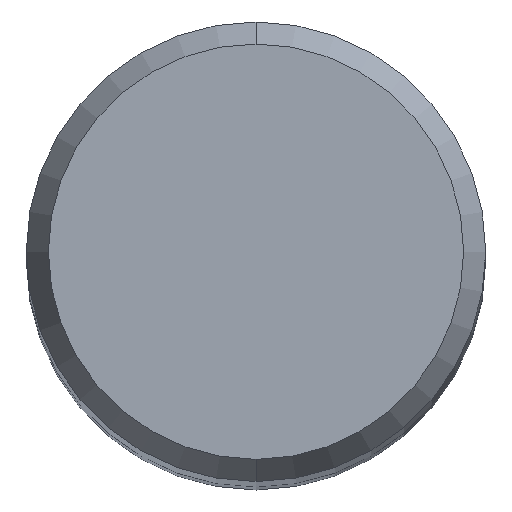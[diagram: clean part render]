
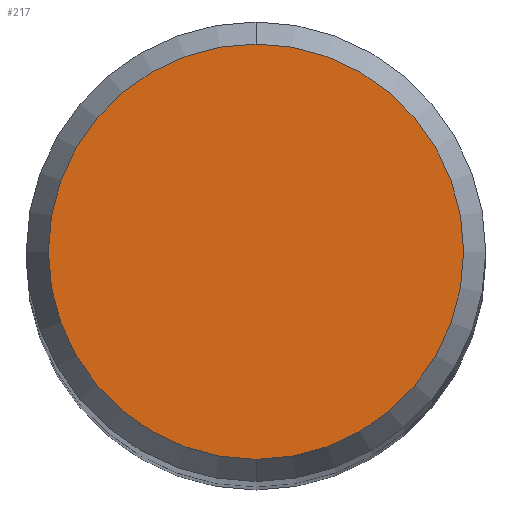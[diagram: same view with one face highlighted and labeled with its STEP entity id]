
A CAD part, top view. The second image highlights one B-rep face of the part: STEP entity #217.
In plain terms, the highlighted planar face has unit normal (0, 0, 1).
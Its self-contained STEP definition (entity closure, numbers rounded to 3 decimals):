
#189=VERTEX_POINT('',#459);
#217=ADVANCED_FACE('',(#488),#489,.T.);
#299=VERTEX_POINT('',#580);
#337=EDGE_CURVE('',#189,#299,#619,.T.);
#397=EDGE_CURVE('',#299,#189,#687,.T.);
#459=CARTESIAN_POINT('',(0.0,4.304,0.));
#488=FACE_OUTER_BOUND('',#898,.T.);
#489=PLANE('',#899);
#580=CARTESIAN_POINT('',(0.,-4.304,0.));
#619=CIRCLE('',#1165,4.304);
#687=CIRCLE('',#1300,4.304);
#898=EDGE_LOOP('',(#1362,#1363));
#899=AXIS2_PLACEMENT_3D('',#1364,#1365,#1366);
#1165=AXIS2_PLACEMENT_3D('',#1499,#1500,#1501);
#1300=AXIS2_PLACEMENT_3D('',#1594,#1595,#1596);
#1362=ORIENTED_EDGE('',*,*,#337,.F.);
#1363=ORIENTED_EDGE('',*,*,#397,.F.);
#1364=CARTESIAN_POINT('',(0.0,2.152,0.));
#1365=DIRECTION('',(-0.0,0.0,1.0));
#1366=DIRECTION('',(0.0,-1.0,0.0));
#1499=CARTESIAN_POINT('',(0.0,0.0,0.));
#1500=DIRECTION('',(0.0,0.0,-1.0));
#1501=DIRECTION('',(0.0,1.0,0.0));
#1594=CARTESIAN_POINT('',(0.0,0.0,0.));
#1595=DIRECTION('',(0.0,0.0,-1.0));
#1596=DIRECTION('',(0.0,1.0,0.0));
